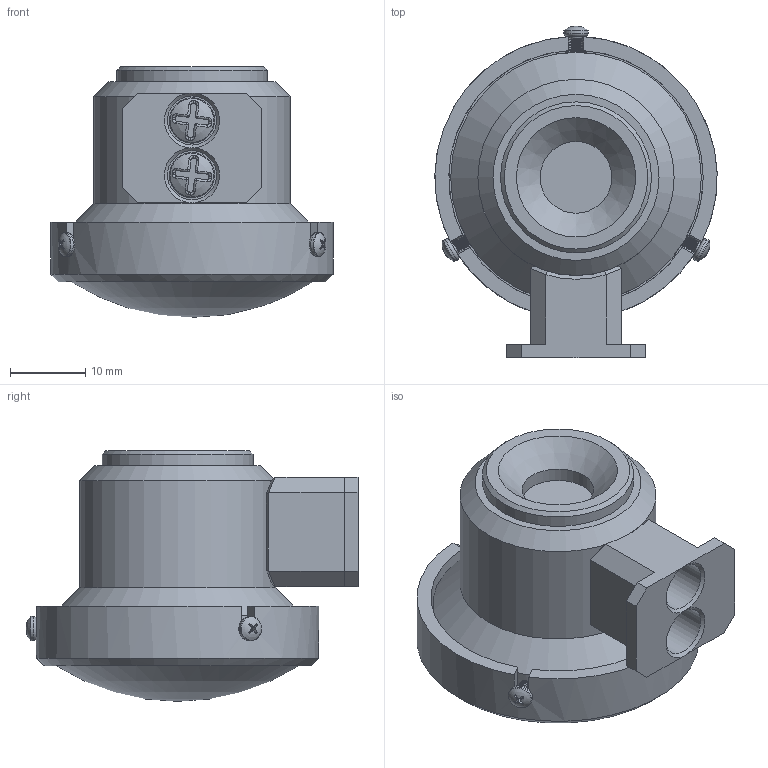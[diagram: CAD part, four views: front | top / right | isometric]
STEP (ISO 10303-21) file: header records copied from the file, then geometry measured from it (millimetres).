
FILE_DESCRIPTION(/* description */ (''),/* implementation_level */ '2;1');
FILE_NAME(/* name */ 'sam7_5_viewFinder_lemuroFisheye_forPrint_assembly',/* time_stamp */ '2023-12-08T13:18:02-05:00',/* author */ ('George Moua'),/* organization */ ('Archive 663'),/* preprocessor_version */ 'ST-DEVELOPER v16.7',/* originating_system */ 'Solid Edge',/* authorisation */ 'Unknown');
FILE_SCHEMA (('AUTOMOTIVE_DESIGN {1 0 10303 214 3 1 1}'));
Length unit declared in the file: millimetre
Products named in the file (11): sam7_5_viewFinder; sam7_5_MFT-LM_viewFinder_198deg_frontGlassElement; M1.6_panHead_5mm; sam7_5_MFT-LM_viewFinder_lemuroFisheye_frontGlassElement; M3_panHead_6mm; sam7_5_MFT-LM_viewFinderCollar_deathLensFisheye_-1mm; sam7_5_MFT-LM_viewFinder_120deg_rearGlassElement; sam7_5_MFT-LM_viewFinder_198deg_middleGlassElement; sam7_5_MFT-LM_viewFinderColdShoe_lemuroFisheye_forPrint; sam7_5_MFT-LM_viewFinderCap_lemuroFisheye_forPrint; sam7_5_MFT-LM_viewFinderBody_lemuroFisheye_forPrint
Assembly tree (13 placements, depth 2):
  sam7_5_viewFinder
    sam7_5_MFT-LM_viewFinder_198deg_frontGlassElement
    M1.6_panHead_5mm  x3
    sam7_5_MFT-LM_viewFinder_lemuroFisheye_frontGlassElement
    M3_panHead_6mm  x2
    sam7_5_MFT-LM_viewFinderCollar_deathLensFisheye_-1mm
    sam7_5_MFT-LM_viewFinder_120deg_rearGlassElement
    sam7_5_MFT-LM_viewFinder_198deg_middleGlassElement
    sam7_5_MFT-LM_viewFinderColdShoe_lemuroFisheye_forPrint
    sam7_5_MFT-LM_viewFinderCap_lemuroFisheye_forPrint
    sam7_5_MFT-LM_viewFinderBody_lemuroFisheye_forPrint
Bounding box: 37.39 x 43.98 x 33.2 mm (x, y, z)
Volume: 18938.9 mm3; surface area: 13777 mm2
Topology: 18 solids, 18 shells, 326 faces, 795 edges, 502 vertices
Faces by surface type: plane 137, cylinder 84, torus 34, bspline 30, cone 22, sphere 19
Full cylindrical faces by diameter (mm): 1.4 x3, 2.5 x2, 3 x2, 3.203 x3, 6 x2, 6.5 x2, 9.5 x1, 9.8 x1, 10.2 x1, 11 x1, 12 x1, 13 x1, 13.8 x1, 14.55 x1, 15 x1, 20 x1, 20.5 x1, 21 x1, 26 x1, 32.05 x1, 32.6 x1, 33.05 x1, 33.2 x1, 33.7 x1, 37.4 x1
Entity records: 12822 total; most frequent: CARTESIAN_POINT 8278, DIRECTION 868, ORIENTED_EDGE 776, EDGE_CURVE 388, AXIS2_PLACEMENT_3D 367, EDGE_LOOP 280, FACE_BOUND 280, VERTEX_POINT 274
